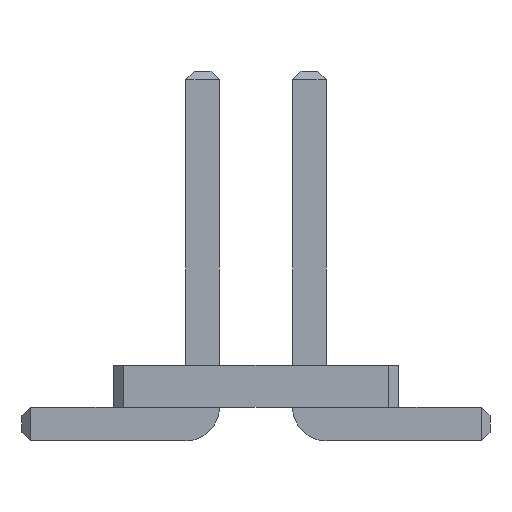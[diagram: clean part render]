
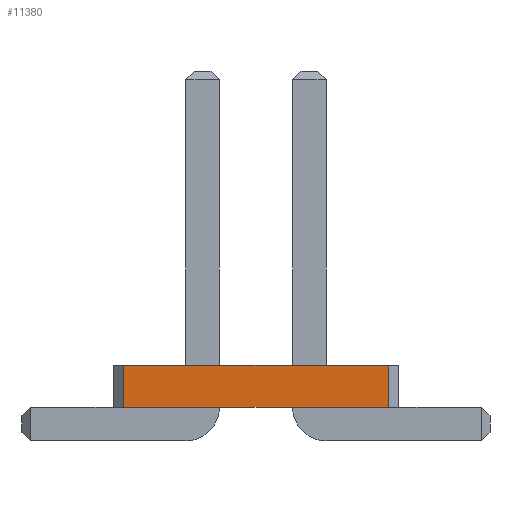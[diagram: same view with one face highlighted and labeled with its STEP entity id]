
A CAD part, front view. The second image highlights one B-rep face of the part: STEP entity #11380.
In plain terms, the highlighted planar face has unit normal (0, -1, 0).
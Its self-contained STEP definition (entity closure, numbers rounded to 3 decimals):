
#2078 = VERTEX_POINT('',#2079);
#2079 = CARTESIAN_POINT('',(1.573,-17.145,0.4));
#2085 = EDGE_CURVE('',#2086,#2078,#2088,.T.);
#2086 = VERTEX_POINT('',#2087);
#2087 = CARTESIAN_POINT('',(-1.573,-17.145,0.4));
#2088 = LINE('',#2089,#2090);
#2089 = CARTESIAN_POINT('',(-1.573,-17.145,0.4));
#2090 = VECTOR('',#2091,1.);
#2091 = DIRECTION('',(1.,0.,0.));
#4662 = VERTEX_POINT('',#4663);
#4663 = CARTESIAN_POINT('',(1.573,-17.145,0.9));
#4669 = EDGE_CURVE('',#4670,#4662,#4672,.T.);
#4670 = VERTEX_POINT('',#4671);
#4671 = CARTESIAN_POINT('',(-1.573,-17.145,0.9));
#4672 = LINE('',#4673,#4674);
#4673 = CARTESIAN_POINT('',(-1.573,-17.145,0.9));
#4674 = VECTOR('',#4675,1.);
#4675 = DIRECTION('',(1.,0.,0.));
#11369 = EDGE_CURVE('',#2086,#4670,#11370,.T.);
#11370 = LINE('',#11371,#11372);
#11371 = CARTESIAN_POINT('',(-1.573,-17.145,0.4));
#11372 = VECTOR('',#11373,1.);
#11373 = DIRECTION('',(0.,0.,1.));
#11380 = ADVANCED_FACE('',(#11381),#11392,.F.);
#11381 = FACE_BOUND('',#11382,.F.);
#11382 = EDGE_LOOP('',(#11383,#11384,#11385,#11391));
#11383 = ORIENTED_EDGE('',*,*,#11369,.T.);
#11384 = ORIENTED_EDGE('',*,*,#4669,.T.);
#11385 = ORIENTED_EDGE('',*,*,#11386,.F.);
#11386 = EDGE_CURVE('',#2078,#4662,#11387,.T.);
#11387 = LINE('',#11388,#11389);
#11388 = CARTESIAN_POINT('',(1.573,-17.145,0.4));
#11389 = VECTOR('',#11390,1.);
#11390 = DIRECTION('',(0.,0.,1.));
#11391 = ORIENTED_EDGE('',*,*,#2085,.F.);
#11392 = PLANE('',#11393);
#11393 = AXIS2_PLACEMENT_3D('',#11394,#11395,#11396);
#11394 = CARTESIAN_POINT('',(-1.573,-17.145,0.4));
#11395 = DIRECTION('',(0.,1.,0.));
#11396 = DIRECTION('',(1.,0.,0.));
